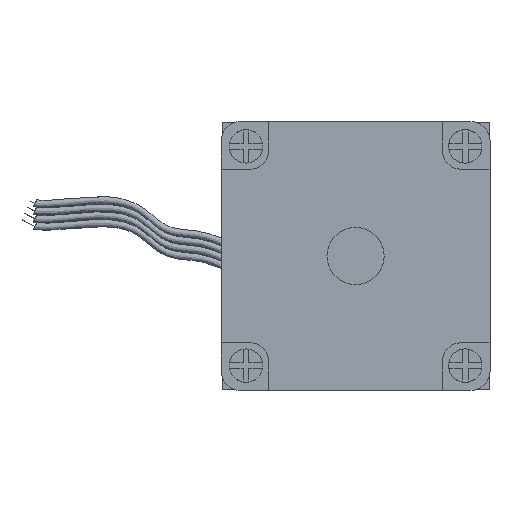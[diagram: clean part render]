
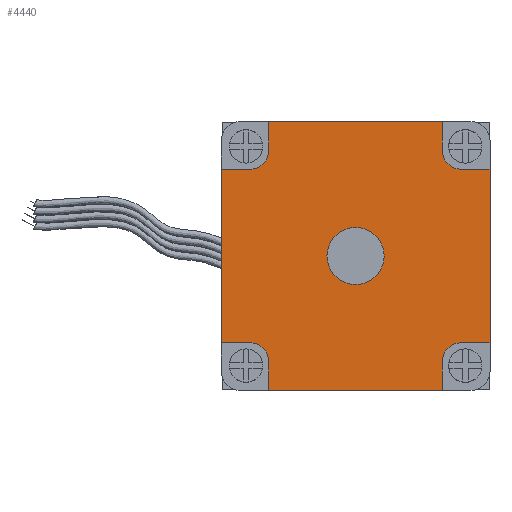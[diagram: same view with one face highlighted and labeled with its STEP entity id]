
A CAD part, front view. The second image highlights one B-rep face of the part: STEP entity #4440.
In plain terms, the highlighted planar face has unit normal (0, -1, 0).
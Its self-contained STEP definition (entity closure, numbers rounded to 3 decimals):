
#17 = CIRCLE ( 'NONE', #4086, 2. ) ;
#415 = AXIS2_PLACEMENT_3D ( 'NONE', #2138, #16760, #2339 ) ;
#417 = EDGE_CURVE ( 'NONE', #20586, #7207, #11266, .T. ) ;
#459 = FACE_OUTER_BOUND ( 'NONE', #3173, .T. ) ;
#539 = CARTESIAN_POINT ( 'NONE',  ( -9.1, 0., 9.1 ) ) ;
#864 = CARTESIAN_POINT ( 'NONE',  ( 9.1, 0., 9.1 ) ) ;
#866 = ORIENTED_EDGE ( 'NONE', *, *, #3697, .T. ) ;
#1099 = AXIS2_PLACEMENT_3D ( 'NONE', #17490, #4897, #6391 ) ;
#1276 = LINE ( 'NONE', #864, #16310 ) ;
#1304 = DIRECTION ( 'NONE',  ( 0., 0., 1. ) ) ;
#1415 = LINE ( 'NONE', #6312, #12016 ) ;
#1450 = CARTESIAN_POINT ( 'NONE',  ( 9.1, 0., -11.1 ) ) ;
#1551 = LINE ( 'NONE', #15860, #9487 ) ;
#1578 = ORIENTED_EDGE ( 'NONE', *, *, #17895, .F. ) ;
#1699 = LINE ( 'NONE', #11583, #12952 ) ;
#1750 = VERTEX_POINT ( 'NONE', #9179 ) ;
#2138 = CARTESIAN_POINT ( 'NONE',  ( 0., 0., 0. ) ) ;
#2203 = CARTESIAN_POINT ( 'NONE',  ( 14.1, 0., 9.1 ) ) ;
#2249 = DIRECTION ( 'NONE',  ( 0., 1., 0. ) ) ;
#2270 = EDGE_CURVE ( 'NONE', #8908, #7475, #8626, .T. ) ;
#2338 = DIRECTION ( 'NONE',  ( 0., 1., 0. ) ) ;
#2339 = DIRECTION ( 'NONE',  ( 0., 0., -1. ) ) ;
#2438 = LINE ( 'NONE', #17250, #19886 ) ;
#2472 = VECTOR ( 'NONE', #3513, 1000. ) ;
#2482 = VECTOR ( 'NONE', #13470, 1000. ) ;
#2503 = VERTEX_POINT ( 'NONE', #19876 ) ;
#2512 = VERTEX_POINT ( 'NONE', #2203 ) ;
#2732 = VECTOR ( 'NONE', #20387, 1000. ) ;
#2772 = EDGE_CURVE ( 'NONE', #1750, #2503, #1415, .T. ) ;
#2829 = EDGE_CURVE ( 'NONE', #11982, #2503, #19496, .T. ) ;
#3095 = DIRECTION ( 'NONE',  ( -1., 0., 0. ) ) ;
#3173 = EDGE_LOOP ( 'NONE', ( #12129, #18010, #13523, #13828, #17205, #17233, #15723, #14196, #18921, #15605, #20364, #6003, #1578, #866, #14279, #7044 ) ) ;
#3276 = LINE ( 'NONE', #12819, #6518 ) ;
#3321 = DIRECTION ( 'NONE',  ( -1., 0., 0. ) ) ;
#3513 = DIRECTION ( 'NONE',  ( 1., 0., 0. ) ) ;
#3697 = EDGE_CURVE ( 'NONE', #17746, #17760, #2438, .T. ) ;
#3821 = LINE ( 'NONE', #13259, #2472 ) ;
#4086 = AXIS2_PLACEMENT_3D ( 'NONE', #5836, #2338, #16947 ) ;
#4160 = CARTESIAN_POINT ( 'NONE',  ( -9.1, 0., 11.1 ) ) ;
#4326 = DIRECTION ( 'NONE',  ( 0., 0., 1. ) ) ;
#4339 = CIRCLE ( 'NONE', #15177, 2. ) ;
#4403 = VERTEX_POINT ( 'NONE', #5325 ) ;
#4440 = ADVANCED_FACE ( 'NONE', ( #13082, #459 ), #10348, .F. ) ;
#4897 = DIRECTION ( 'NONE',  ( 0., -1., 0. ) ) ;
#4917 = CARTESIAN_POINT ( 'NONE',  ( -14.1, 0., -14.1 ) ) ;
#5088 = LINE ( 'NONE', #10206, #13595 ) ;
#5162 = CIRCLE ( 'NONE', #19243, 2. ) ;
#5325 = CARTESIAN_POINT ( 'NONE',  ( -11.1, 0., -9.1 ) ) ;
#5436 = CARTESIAN_POINT ( 'NONE',  ( 0., 0., 0. ) ) ;
#5699 = VECTOR ( 'NONE', #15654, 1000. ) ;
#5784 = VERTEX_POINT ( 'NONE', #5929 ) ;
#5836 = CARTESIAN_POINT ( 'NONE',  ( 11.1, 0., 11.1 ) ) ;
#5898 = CARTESIAN_POINT ( 'NONE',  ( 9.1, 0., 11.1 ) ) ;
#5908 = VERTEX_POINT ( 'NONE', #14710 ) ;
#5929 = CARTESIAN_POINT ( 'NONE',  ( -9.1, 0., -14.1 ) ) ;
#5940 = EDGE_CURVE ( 'NONE', #17760, #13109, #5162, .T. ) ;
#6003 = ORIENTED_EDGE ( 'NONE', *, *, #6320, .F. ) ;
#6087 = VERTEX_POINT ( 'NONE', #18402 ) ;
#6312 = CARTESIAN_POINT ( 'NONE',  ( -9.1, 0., 9.1 ) ) ;
#6320 = EDGE_CURVE ( 'NONE', #5784, #11167, #1551, .T. ) ;
#6339 = ORIENTED_EDGE ( 'NONE', *, *, #417, .F. ) ;
#6349 = CARTESIAN_POINT ( 'NONE',  ( -14.1, 0., -9.1 ) ) ;
#6391 = DIRECTION ( 'NONE',  ( 0., 0., -1. ) ) ;
#6518 = VECTOR ( 'NONE', #19026, 1000. ) ;
#6802 = DIRECTION ( 'NONE',  ( -1., 0., 0. ) ) ;
#7044 = ORIENTED_EDGE ( 'NONE', *, *, #15590, .T. ) ;
#7207 = VERTEX_POINT ( 'NONE', #15626 ) ;
#7210 = CARTESIAN_POINT ( 'NONE',  ( -11.1, 0., 11.1 ) ) ;
#7475 = VERTEX_POINT ( 'NONE', #4160 ) ;
#7560 = DIRECTION ( 'NONE',  ( 0., 0., -1. ) ) ;
#8229 = EDGE_CURVE ( 'NONE', #4403, #11167, #4339, .T. ) ;
#8378 = DIRECTION ( 'NONE',  ( 0., 1., 0. ) ) ;
#8506 = AXIS2_PLACEMENT_3D ( 'NONE', #7210, #8710, #10511 ) ;
#8626 = LINE ( 'NONE', #539, #2482 ) ;
#8710 = DIRECTION ( 'NONE',  ( 0., 1., 0. ) ) ;
#8908 = VERTEX_POINT ( 'NONE', #18310 ) ;
#9179 = CARTESIAN_POINT ( 'NONE',  ( -11.1, 0., 9.1 ) ) ;
#9310 = LINE ( 'NONE', #12069, #2732 ) ;
#9487 = VECTOR ( 'NONE', #20604, 1000. ) ;
#10084 = DIRECTION ( 'NONE',  ( 0., 0., 1. ) ) ;
#10206 = CARTESIAN_POINT ( 'NONE',  ( -9.1, 0., -9.1 ) ) ;
#10348 = PLANE ( 'NONE',  #16525 ) ;
#10511 = DIRECTION ( 'NONE',  ( 0., 0., 1. ) ) ;
#10742 = CARTESIAN_POINT ( 'NONE',  ( 9.1, 0., 14.1 ) ) ;
#11125 = CARTESIAN_POINT ( 'NONE',  ( -9.1, 0., -11.1 ) ) ;
#11167 = VERTEX_POINT ( 'NONE', #11125 ) ;
#11266 = CIRCLE ( 'NONE', #415, 3. ) ;
#11583 = CARTESIAN_POINT ( 'NONE',  ( -14.1, 0., -14.1 ) ) ;
#11593 = CARTESIAN_POINT ( 'NONE',  ( 11.1, 0., -9.1 ) ) ;
#11842 = EDGE_CURVE ( 'NONE', #2512, #5908, #18594, .T. ) ;
#11870 = CARTESIAN_POINT ( 'NONE',  ( 11.1, 0., -11.1 ) ) ;
#11982 = VERTEX_POINT ( 'NONE', #6349 ) ;
#12016 = VECTOR ( 'NONE', #3321, 1000. ) ;
#12069 = CARTESIAN_POINT ( 'NONE',  ( 9.1, 0., -9.1 ) ) ;
#12129 = ORIENTED_EDGE ( 'NONE', *, *, #11842, .F. ) ;
#12819 = CARTESIAN_POINT ( 'NONE',  ( -14.1, 0., 14.1 ) ) ;
#12952 = VECTOR ( 'NONE', #3095, 1000. ) ;
#13053 = DIRECTION ( 'NONE',  ( 0., 1., 0. ) ) ;
#13070 = CARTESIAN_POINT ( 'NONE',  ( 0., 0., 3. ) ) ;
#13082 = FACE_BOUND ( 'NONE', #14860, .T. ) ;
#13109 = VERTEX_POINT ( 'NONE', #11593 ) ;
#13186 = DIRECTION ( 'NONE',  ( 1., 0., 0. ) ) ;
#13259 = CARTESIAN_POINT ( 'NONE',  ( 9.1, 0., 9.1 ) ) ;
#13438 = EDGE_CURVE ( 'NONE', #6087, #2512, #3821, .T. ) ;
#13470 = DIRECTION ( 'NONE',  ( 0., 0., -1. ) ) ;
#13523 = ORIENTED_EDGE ( 'NONE', *, *, #15065, .T. ) ;
#13595 = VECTOR ( 'NONE', #6802, 1000. ) ;
#13828 = ORIENTED_EDGE ( 'NONE', *, *, #16723, .F. ) ;
#13865 = CARTESIAN_POINT ( 'NONE',  ( 14.1, 0., -14.1 ) ) ;
#14134 = EDGE_CURVE ( 'NONE', #8908, #15097, #3276, .T. ) ;
#14161 = ORIENTED_EDGE ( 'NONE', *, *, #17888, .F. ) ;
#14196 = ORIENTED_EDGE ( 'NONE', *, *, #2772, .T. ) ;
#14279 = ORIENTED_EDGE ( 'NONE', *, *, #5940, .T. ) ;
#14710 = CARTESIAN_POINT ( 'NONE',  ( 14.1, 0., -9.1 ) ) ;
#14860 = EDGE_LOOP ( 'NONE', ( #14161, #6339 ) ) ;
#15065 = EDGE_CURVE ( 'NONE', #6087, #15678, #17, .T. ) ;
#15097 = VERTEX_POINT ( 'NONE', #10742 ) ;
#15177 = AXIS2_PLACEMENT_3D ( 'NONE', #15219, #13053, #19463 ) ;
#15219 = CARTESIAN_POINT ( 'NONE',  ( -11.1, 0., -11.1 ) ) ;
#15428 = CARTESIAN_POINT ( 'NONE',  ( 9.1, 0., -14.1 ) ) ;
#15590 = EDGE_CURVE ( 'NONE', #13109, #5908, #9310, .T. ) ;
#15605 = ORIENTED_EDGE ( 'NONE', *, *, #16120, .F. ) ;
#15626 = CARTESIAN_POINT ( 'NONE',  ( 0., 0., -3. ) ) ;
#15654 = DIRECTION ( 'NONE',  ( 0., 0., -1. ) ) ;
#15678 = VERTEX_POINT ( 'NONE', #5898 ) ;
#15723 = ORIENTED_EDGE ( 'NONE', *, *, #18617, .T. ) ;
#15860 = CARTESIAN_POINT ( 'NONE',  ( -9.1, 0., -9.1 ) ) ;
#15963 = CIRCLE ( 'NONE', #8506, 2. ) ;
#16120 = EDGE_CURVE ( 'NONE', #4403, #11982, #5088, .T. ) ;
#16310 = VECTOR ( 'NONE', #7560, 1000. ) ;
#16525 = AXIS2_PLACEMENT_3D ( 'NONE', #5436, #2249, #13186 ) ;
#16723 = EDGE_CURVE ( 'NONE', #15097, #15678, #1276, .T. ) ;
#16760 = DIRECTION ( 'NONE',  ( 0., -1., 0. ) ) ;
#16947 = DIRECTION ( 'NONE',  ( 0., 0., 1. ) ) ;
#17205 = ORIENTED_EDGE ( 'NONE', *, *, #14134, .F. ) ;
#17233 = ORIENTED_EDGE ( 'NONE', *, *, #2270, .T. ) ;
#17250 = CARTESIAN_POINT ( 'NONE',  ( 9.1, 0., -9.1 ) ) ;
#17490 = CARTESIAN_POINT ( 'NONE',  ( 0., 0., 0. ) ) ;
#17686 = CIRCLE ( 'NONE', #1099, 3. ) ;
#17746 = VERTEX_POINT ( 'NONE', #15428 ) ;
#17760 = VERTEX_POINT ( 'NONE', #1450 ) ;
#17888 = EDGE_CURVE ( 'NONE', #7207, #20586, #17686, .T. ) ;
#17895 = EDGE_CURVE ( 'NONE', #17746, #5784, #1699, .T. ) ;
#18010 = ORIENTED_EDGE ( 'NONE', *, *, #13438, .F. ) ;
#18310 = CARTESIAN_POINT ( 'NONE',  ( -9.1, 0., 14.1 ) ) ;
#18402 = CARTESIAN_POINT ( 'NONE',  ( 11.1, 0., 9.1 ) ) ;
#18405 = VECTOR ( 'NONE', #1304, 1000. ) ;
#18594 = LINE ( 'NONE', #13865, #5699 ) ;
#18617 = EDGE_CURVE ( 'NONE', #7475, #1750, #15963, .T. ) ;
#18921 = ORIENTED_EDGE ( 'NONE', *, *, #2829, .F. ) ;
#19026 = DIRECTION ( 'NONE',  ( 1., 0., 0. ) ) ;
#19243 = AXIS2_PLACEMENT_3D ( 'NONE', #11870, #8378, #10084 ) ;
#19463 = DIRECTION ( 'NONE',  ( 0., 0., 1. ) ) ;
#19496 = LINE ( 'NONE', #4917, #18405 ) ;
#19876 = CARTESIAN_POINT ( 'NONE',  ( -14.1, 0., 9.1 ) ) ;
#19886 = VECTOR ( 'NONE', #4326, 1000. ) ;
#20364 = ORIENTED_EDGE ( 'NONE', *, *, #8229, .T. ) ;
#20387 = DIRECTION ( 'NONE',  ( 1., 0., 0. ) ) ;
#20586 = VERTEX_POINT ( 'NONE', #13070 ) ;
#20604 = DIRECTION ( 'NONE',  ( 0., 0., 1. ) ) ;
